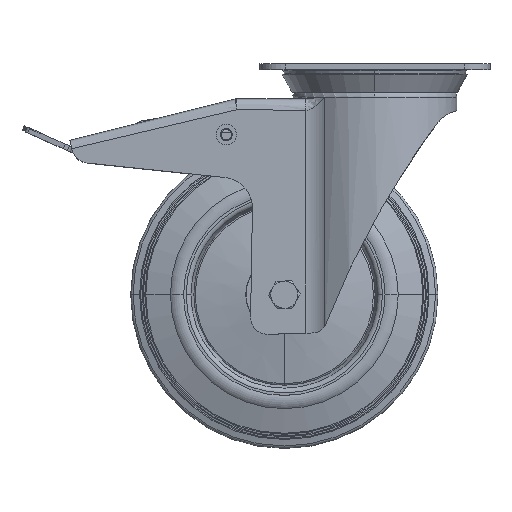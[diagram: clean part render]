
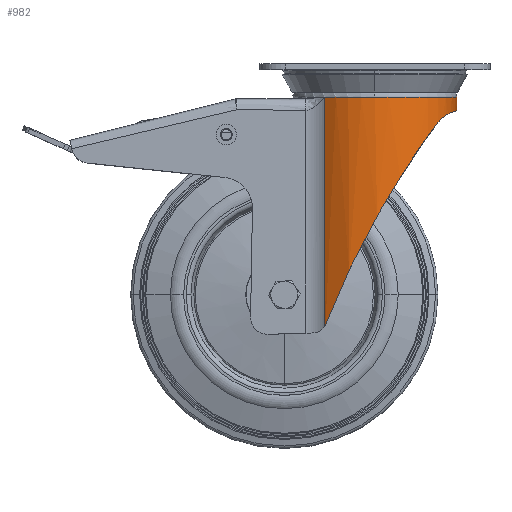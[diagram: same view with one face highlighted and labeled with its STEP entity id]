
A CAD part, top view. The second image highlights one B-rep face of the part: STEP entity #982.
In plain terms, the highlighted cylindrical face has radius 48 mm (diameter 96 mm), a partial arc.
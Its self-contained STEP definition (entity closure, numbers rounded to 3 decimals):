
#982=ADVANCED_FACE('',(#3214),#3215,.T.);
#3214=FACE_OUTER_BOUND('',#7702,.T.);
#3215=CYLINDRICAL_SURFACE('',#7703,48.0);
#7702=EDGE_LOOP('',(#18838,#18839,#18840,#18841,#18842,#18843,#18844));
#7703=AXIS2_PLACEMENT_3D('',#18845,#18846,#18847);
#18838=ORIENTED_EDGE('',*,*,#26742,.T.);
#18839=ORIENTED_EDGE('',*,*,#26770,.T.);
#18840=ORIENTED_EDGE('',*,*,#26775,.T.);
#18841=ORIENTED_EDGE('',*,*,#26801,.T.);
#18842=ORIENTED_EDGE('',*,*,#26802,.F.);
#18843=ORIENTED_EDGE('',*,*,#26803,.T.);
#18844=ORIENTED_EDGE('',*,*,#26804,.T.);
#18845=CARTESIAN_POINT('',(22.2,-33.273,0.));
#18846=DIRECTION('',(0.,-1.0,0.));
#18847=DIRECTION('',(1.0,0.,0.));
#26742=EDGE_CURVE('',#32099,#32100,#32101,.T.);
#26770=EDGE_CURVE('',#32100,#32149,#32152,.T.);
#26775=EDGE_CURVE('',#32149,#32157,#32159,.T.);
#26801=EDGE_CURVE('',#32157,#32200,#32201,.T.);
#26802=EDGE_CURVE('',#32202,#32200,#32203,.T.);
#26803=EDGE_CURVE('',#32202,#32204,#32205,.T.);
#26804=EDGE_CURVE('',#32204,#32099,#32206,.T.);
#32099=VERTEX_POINT('',#47818);
#32100=VERTEX_POINT('',#47819);
#32101=LINE('',#47820,#47821);
#32149=VERTEX_POINT('',#49274);
#32152=CIRCLE('',#49277,48.0);
#32157=VERTEX_POINT('',#49282);
#32159=CIRCLE('',#49284,48.0);
#32200=VERTEX_POINT('',#51345);
#32201=LINE('',#51346,#51347);
#32202=VERTEX_POINT('',#51348);
#32203=B_SPLINE_CURVE_WITH_KNOTS('',3,(#51349,#51350,#51351,#51352),.UNSPECIFIED.,.F.,.F.,(4,4),(-2.928,-2.813),.UNSPECIFIED.);
#32204=VERTEX_POINT('',#51353);
#32205=B_SPLINE_CURVE_WITH_KNOTS('',3,(#51354,#51355,#51356,#51357,#51358,#51359,#51360,#51361,#51362,#51363,#51364,#51365,#51366,#51367,#51368,#51369,#51370,#51371),.UNSPECIFIED.,.F.,.F.,(4,2,2,2,2,2,2,2,4),(-34.95,-33.455,-30.638,-27.821,-25.004,-23.925,-22.846,-21.767,-21.714),.UNSPECIFIED.);
#32206=B_SPLINE_CURVE_WITH_KNOTS('',3,(#51372,#51373,#51374,#51375,#51376,#51377,#51378,#51379,#51380,#51381,#51382,#51383,#51384,#51385,#51386,#51387,#51388,#51389,#51390,#51391,#51392,#51393,#51394,#51395,#51396,#51397,#51398,#51399,#51400,#51401),.UNSPECIFIED.,.F.,.F.,(4,2,2,2,2,2,2,2,2,2,2,2,2,2,4),(-16.735,-16.441,-15.994,-15.547,-15.02,-14.493,-13.966,-13.439,-12.912,-12.385,-11.858,-11.331,-10.884,-10.437,-10.143),.UNSPECIFIED.);
#47818=CARTESIAN_POINT('',(70.2,113.377,0.));
#47819=CARTESIAN_POINT('',(70.2,121.377,0.));
#47820=CARTESIAN_POINT('',(70.2,54.287,0.));
#47821=VECTOR('',#77339,1.0);
#49274=CARTESIAN_POINT('',(22.2,121.377,48.0));
#49277=AXIS2_PLACEMENT_3D('',#77394,#77395,#77396);
#49282=CARTESIAN_POINT('',(-7.126,121.377,38.));
#49284=AXIS2_PLACEMENT_3D('',#77409,#77410,#77411);
#51345=CARTESIAN_POINT('',(-7.126,-12.802,38.));
#51346=CARTESIAN_POINT('',(-7.126,-33.273,38.));
#51347=VECTOR('',#77448,1000.0);
#51348=CARTESIAN_POINT('',(-6.628,-11.769,38.379));
#51349=CARTESIAN_POINT('',(-6.628,-11.769,38.379));
#51350=CARTESIAN_POINT('',(-6.771,-12.13,38.271));
#51351=CARTESIAN_POINT('',(-6.939,-12.476,38.144));
#51352=CARTESIAN_POINT('',(-7.126,-12.802,38.));
#51353=CARTESIAN_POINT('',(59.076,106.457,30.727));
#51354=CARTESIAN_POINT('',(-6.628,-11.769,38.379));
#51355=CARTESIAN_POINT('',(-4.798,-7.147,39.754));
#51356=CARTESIAN_POINT('',(-2.857,-2.44,41.007));
#51357=CARTESIAN_POINT('',(3.041,11.267,44.229));
#51358=CARTESIAN_POINT('',(7.264,20.377,45.849));
#51359=CARTESIAN_POINT('',(16.266,38.382,47.854));
#51360=CARTESIAN_POINT('',(21.045,47.278,48.238));
#51361=CARTESIAN_POINT('',(30.871,64.39,47.467));
#51362=CARTESIAN_POINT('',(35.918,72.607,46.316));
#51363=CARTESIAN_POINT('',(42.813,83.218,43.398));
#51364=CARTESIAN_POINT('',(44.824,86.246,42.4));
#51365=CARTESIAN_POINT('',(48.903,92.247,39.958));
#51366=CARTESIAN_POINT('',(50.97,95.221,38.512));
#51367=CARTESIAN_POINT('',(55.005,100.901,35.139));
#51368=CARTESIAN_POINT('',(56.972,103.61,33.211));
#51369=CARTESIAN_POINT('',(58.899,106.216,30.939));
#51370=CARTESIAN_POINT('',(58.988,106.337,30.833));
#51371=CARTESIAN_POINT('',(59.076,106.457,30.727));
#51372=CARTESIAN_POINT('',(59.076,106.457,30.727));
#51373=CARTESIAN_POINT('',(59.568,107.12,30.137));
#51374=CARTESIAN_POINT('',(60.078,107.712,29.495));
#51375=CARTESIAN_POINT('',(61.338,109.016,27.818));
#51376=CARTESIAN_POINT('',(62.175,109.729,26.614));
#51377=CARTESIAN_POINT('',(63.779,110.884,24.032));
#51378=CARTESIAN_POINT('',(64.542,111.331,22.655));
#51379=CARTESIAN_POINT('',(65.95,112.061,19.822));
#51380=CARTESIAN_POINT('',(66.668,112.363,18.166));
#51381=CARTESIAN_POINT('',(67.933,112.823,14.694));
#51382=CARTESIAN_POINT('',(68.479,112.981,12.878));
#51383=CARTESIAN_POINT('',(69.352,113.207,9.183));
#51384=CARTESIAN_POINT('',(69.678,113.275,7.304));
#51385=CARTESIAN_POINT('',(70.102,113.36,3.591));
#51386=CARTESIAN_POINT('',(70.2,113.377,1.756));
#51387=CARTESIAN_POINT('',(70.2,113.377,-1.756));
#51388=CARTESIAN_POINT('',(70.102,113.36,-3.591));
#51389=CARTESIAN_POINT('',(69.678,113.275,-7.304));
#51390=CARTESIAN_POINT('',(69.352,113.207,-9.183));
#51391=CARTESIAN_POINT('',(68.479,112.981,-12.878));
#51392=CARTESIAN_POINT('',(67.933,112.823,-14.694));
#51393=CARTESIAN_POINT('',(66.668,112.363,-18.166));
#51394=CARTESIAN_POINT('',(65.95,112.061,-19.822));
#51395=CARTESIAN_POINT('',(64.542,111.331,-22.655));
#51396=CARTESIAN_POINT('',(63.779,110.884,-24.032));
#51397=CARTESIAN_POINT('',(62.175,109.729,-26.614));
#51398=CARTESIAN_POINT('',(61.338,109.016,-27.818));
#51399=CARTESIAN_POINT('',(60.078,107.712,-29.495));
#51400=CARTESIAN_POINT('',(59.568,107.12,-30.137));
#51401=CARTESIAN_POINT('',(59.076,106.457,-30.727));
#77339=DIRECTION('',(0.,1.0,0.));
#77394=CARTESIAN_POINT('',(22.2,121.377,0.));
#77395=DIRECTION('',(0.,-1.0,0.));
#77396=DIRECTION('',(0.,0.,1.0));
#77409=CARTESIAN_POINT('',(22.2,121.377,0.));
#77410=DIRECTION('',(0.,-1.0,0.));
#77411=DIRECTION('',(0.,0.,1.0));
#77448=DIRECTION('',(0.,-1.0,0.));
